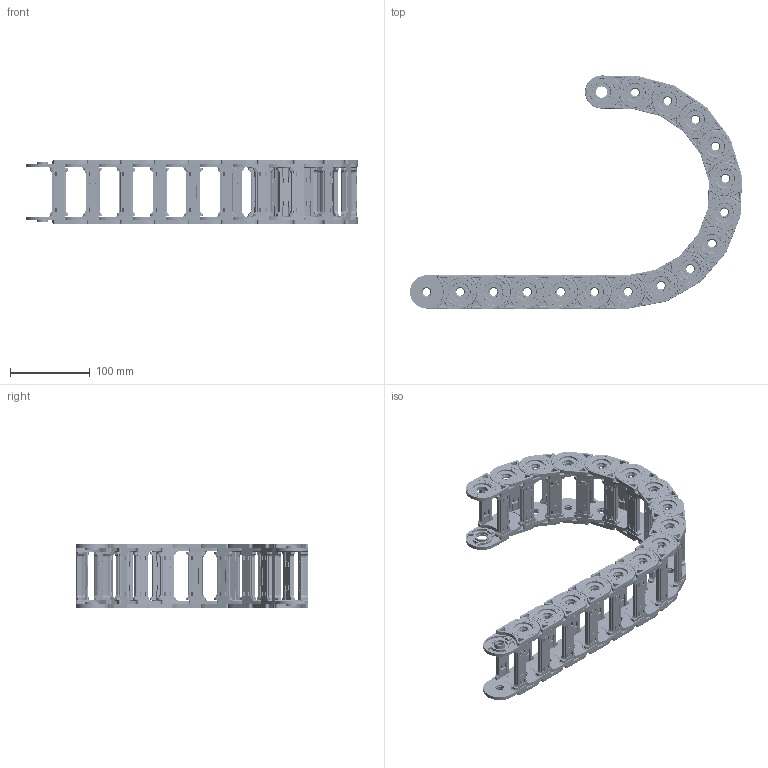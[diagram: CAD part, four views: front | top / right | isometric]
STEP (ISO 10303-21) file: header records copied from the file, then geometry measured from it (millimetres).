
FILE_DESCRIPTION (( 'STEP AP214' ), '1' );
FILE_NAME ('CK25-A060-R125.STEP', '2019-09-09T12:33:46', ( '' ), ( '' ), 'SwSTEP 2.0', 'SolidWorks 2017', '' );
FILE_SCHEMA (( 'AUTOMOTIVE_DESIGN' ));
Length unit declared in the file: millimetre
Products named in the file (2): CK25-A60; CK25-A060-R125
Assembly tree (16 placements, depth 2):
  CK25-A060-R125
    CK25-A60  x16
Bounding box: 415.29 x 291.4 x 80.95 mm (x, y, z)
Volume: 157154.3 mm3; surface area: 466411.7 mm2
Topology: 32 solids, 64 shells, 14880 faces, 36864 edges, 22304 vertices
Faces by surface type: cylinder 5728, plane 4992, bspline 1760, torus 1696, sphere 640, cone 64
Entity records: 36661 total; most frequent: CARTESIAN_POINT 15233, ORIENTED_EDGE 4536, DIRECTION 4364, EDGE_CURVE 2268, AXIS2_PLACEMENT_3D 1627, VERTEX_POINT 1390, VECTOR 1110, LINE 1110
